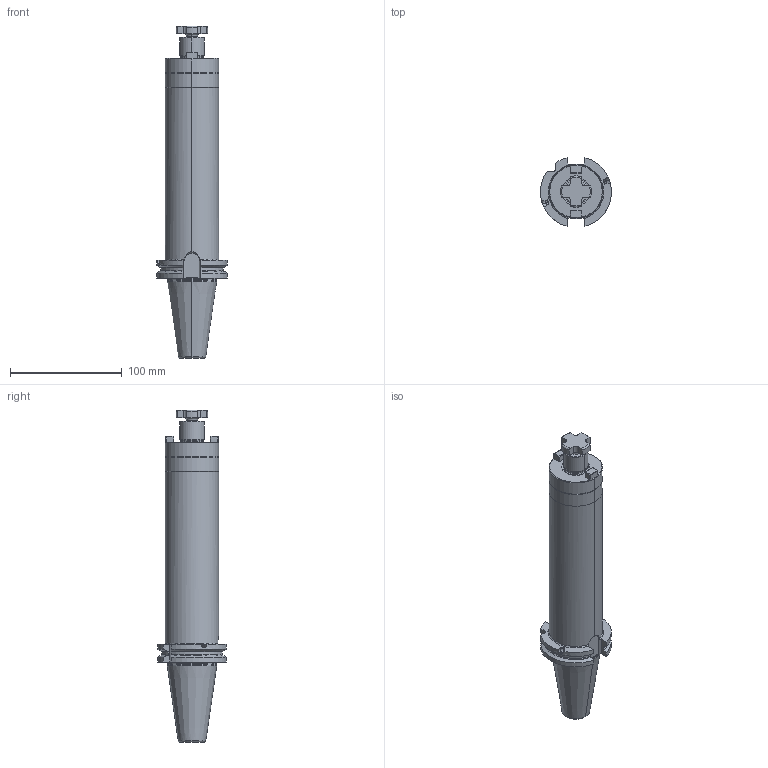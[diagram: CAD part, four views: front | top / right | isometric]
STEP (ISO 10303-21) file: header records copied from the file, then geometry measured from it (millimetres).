
FILE_DESCRIPTION((''),'2;1');
FILE_NAME('DEX','2021-07-14T11:31:13',('bassb'),(''),'CREO PARAMETRIC BY PTC INC, 2019030','CREO PARAMETRIC BY PTC INC, 2019030','');
FILE_SCHEMA(('AP242_MANAGED_MODEL_BASED_3D_ENGINEERING_MIM_LF { 1 0 10303 442 1 1 4 }'));
Length unit declared in the file: millimetre
Products named in the file (1): DEX
Bounding box: 63.54 x 61.48 x 297.4 mm (x, y, z)
Volume: 359627.9 mm3; surface area: 70309.1 mm2
Topology: 1 solids, 5 shells, 297 faces, 722 edges, 436 vertices
Faces by surface type: cylinder 96, plane 85, cone 72, torus 44
Entity records: 12688 total; most frequent: CARTESIAN_POINT 3438, DIRECTION 1525, ORIENTED_EDGE 1436, PRESENTATION_STYLE_ASSIGNMENT 722, STYLED_ITEM 722, CURVE_STYLE 721, EDGE_CURVE 718, AXIS2_PLACEMENT_3D 607
